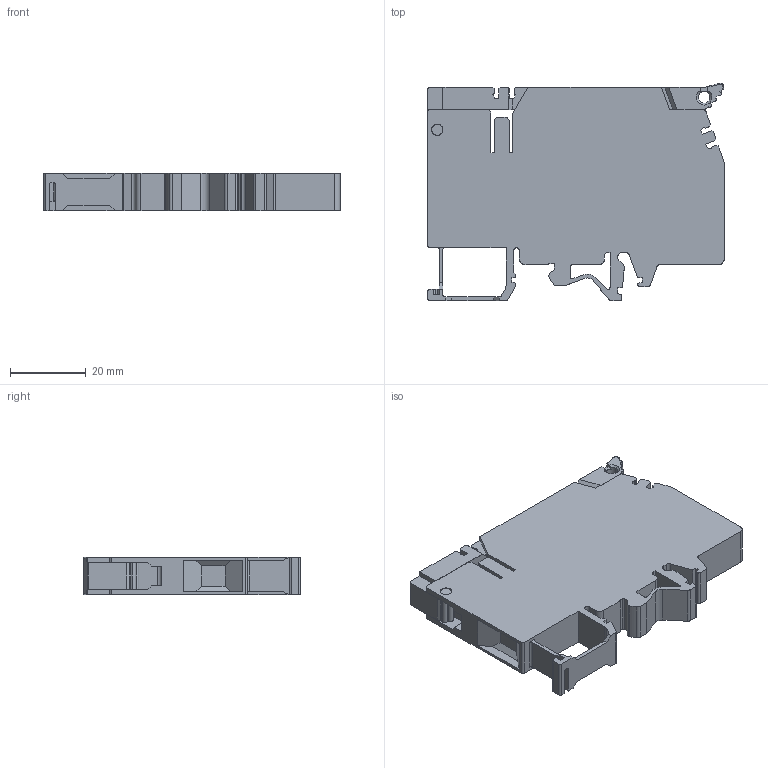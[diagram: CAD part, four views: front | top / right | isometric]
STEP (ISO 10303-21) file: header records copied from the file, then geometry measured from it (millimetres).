
FILE_DESCRIPTION((''),'2;1');
FILE_NAME('SFR_6_ASM','2022-07-14T14:23:55',('klemen.sitar'),('Audax d.o.o.'),'CREO PARAMETRIC BY PTC INC, 2021304','CREO PARAMETRIC BY PTC INC, 2021304','');
FILE_SCHEMA(('AP242_MANAGED_MODEL_BASED_3D_ENGINEERING_MIM_LF { 1 0 10303 442 1 1 4 }'));
Length unit declared in the file: millimetre
Products named in the file (3): PROFILO_SFR_6_ISOLANTE-98100; 003903061_ESC-SFR_6; SFR_6_ASM
Assembly tree (2 placements, depth 2):
  SFR_6_ASM
    PROFILO_SFR_6_ISOLANTE-98100
    003903061_ESC-SFR_6
Bounding box: 78.4 x 57.49 x 10 mm (x, y, z)
Volume: 33645 mm3; surface area: 15635.6 mm2
Topology: 2 solids, 2 shells, 301 faces, 892 edges, 594 vertices
Faces by surface type: plane 203, cylinder 87, cone 7, torus 4
Entity records: 15707 total; most frequent: CARTESIAN_POINT 2132, ORIENTED_EDGE 1776, DIRECTION 1702, PRESENTATION_STYLE_ASSIGNMENT 1201, STYLED_ITEM 1201, CURVE_STYLE 898, EDGE_CURVE 888, VECTOR 688
